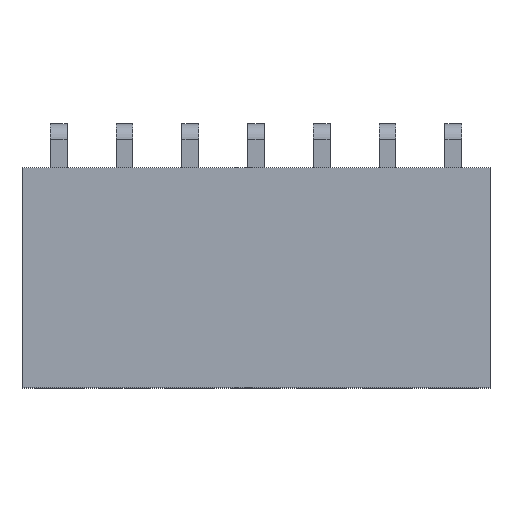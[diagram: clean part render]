
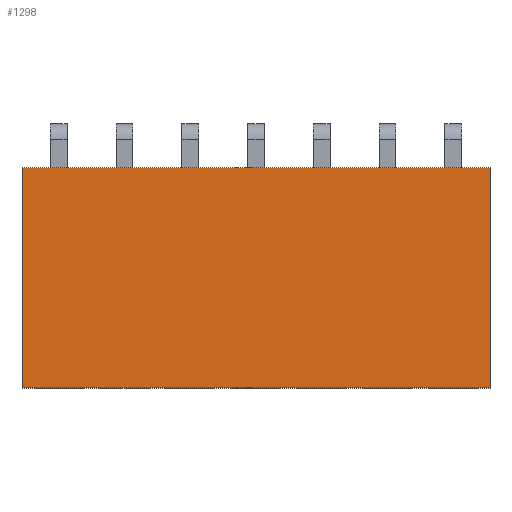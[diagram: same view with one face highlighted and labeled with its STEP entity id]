
A CAD part, top view. The second image highlights one B-rep face of the part: STEP entity #1298.
In plain terms, the highlighted planar face has unit normal (0, 0, 1).
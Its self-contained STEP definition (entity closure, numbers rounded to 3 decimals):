
#1298=ADVANCED_FACE('',(#4355),#4357,.T.);
#4355=FACE_BOUND('',#4356,.T.);
#4356=EDGE_LOOP('',(#6794,#6795,#6796,#6797));
#4357=PLANE('',#4358);
#4358=AXIS2_PLACEMENT_3D('',#4359,#4360,#4361);
#4359=CARTESIAN_POINT('',(16.66,-10.,2.5));
#4360=DIRECTION('',(0.,-0.,1.));
#4361=DIRECTION('',(0.,1.,0.));
#6794=ORIENTED_EDGE('',*,*,#8453,.T.);
#6795=ORIENTED_EDGE('',*,*,#8485,.T.);
#6796=ORIENTED_EDGE('',*,*,#8483,.F.);
#6797=ORIENTED_EDGE('',*,*,#8505,.F.);
#8453=EDGE_CURVE('',#9736,#9734,#9737,.T.);
#8483=EDGE_CURVE('',#9786,#9788,#9789,.T.);
#8485=EDGE_CURVE('',#9734,#9788,#9791,.T.);
#8505=EDGE_CURVE('',#9736,#9786,#9813,.T.);
#9734=VERTEX_POINT('',#12160);
#9736=VERTEX_POINT('',#12164);
#9737=LINE('',#12165,#12166);
#9786=VERTEX_POINT('',#12272);
#9788=VERTEX_POINT('',#12276);
#9789=LINE('',#12277,#12278);
#9791=LINE('',#12283,#12284);
#9813=LINE('',#12345,#12346);
#12160=CARTESIAN_POINT('',(16.66,-1.5,2.5));
#12164=CARTESIAN_POINT('',(16.66,-10.,2.5));
#12165=CARTESIAN_POINT('',(16.66,-10.,2.5));
#12166=VECTOR('',#12167,1.);
#12167=DIRECTION('',(0.,1.,0.));
#12272=CARTESIAN_POINT('',(-1.42,-10.,2.5));
#12276=CARTESIAN_POINT('',(-1.42,-1.5,2.5));
#12277=CARTESIAN_POINT('',(-1.42,-10.,2.5));
#12278=VECTOR('',#12279,1.);
#12279=DIRECTION('',(0.,1.,0.));
#12283=CARTESIAN_POINT('',(16.66,-1.5,2.5));
#12284=VECTOR('',#12285,1.);
#12285=DIRECTION('',(-1.,0.,0.));
#12345=CARTESIAN_POINT('',(16.66,-10.,2.5));
#12346=VECTOR('',#12347,1.);
#12347=DIRECTION('',(-1.,0.,0.));
